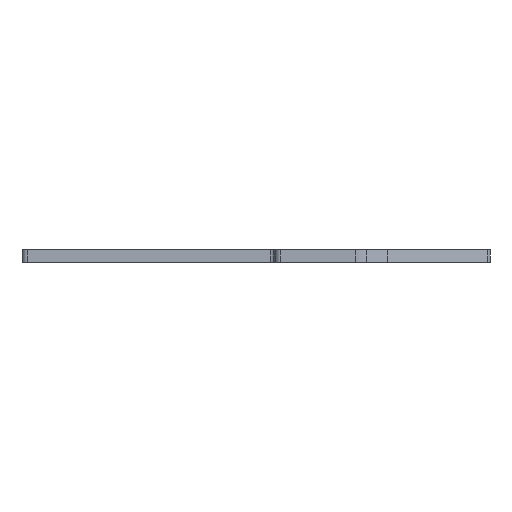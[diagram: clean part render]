
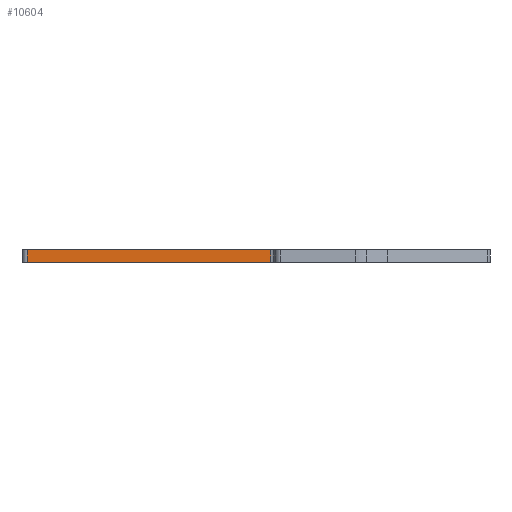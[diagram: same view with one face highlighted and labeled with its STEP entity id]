
A CAD part, left-side view. The second image highlights one B-rep face of the part: STEP entity #10604.
In plain terms, the highlighted planar face has unit normal (-1, 0, 0).
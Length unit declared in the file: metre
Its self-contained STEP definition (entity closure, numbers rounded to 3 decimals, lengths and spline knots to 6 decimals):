
#821=ORIENTED_EDGE('',*,*,#3794,.F.);
#822=ORIENTED_EDGE('',*,*,#3795,.F.);
#823=ORIENTED_EDGE('',*,*,#3796,.T.);
#824=ORIENTED_EDGE('',*,*,#3792,.T.);
#3792=EDGE_CURVE('',#5216,#5215,#6363,.T.);
#3794=EDGE_CURVE('',#5217,#5215,#6364,.T.);
#3795=EDGE_CURVE('',#5218,#5217,#6365,.T.);
#3796=EDGE_CURVE('',#5218,#5216,#6366,.T.);
#5215=VERTEX_POINT('',#15451);
#5216=VERTEX_POINT('',#15453);
#5217=VERTEX_POINT('',#15457);
#5218=VERTEX_POINT('',#15459);
#6363=LINE('',#15452,#7869);
#6364=LINE('',#15456,#7870);
#6365=LINE('',#15458,#7871);
#6366=LINE('',#15460,#7872);
#7869=VECTOR('',#12469,1.);
#7870=VECTOR('',#12474,1.);
#7871=VECTOR('',#12475,1.);
#7872=VECTOR('',#12476,1.);
#8907=EDGE_LOOP('',(#821,#822,#823,#824));
#9505=FACE_BOUND('',#8907,.T.);
#10096=PLANE('',#11154);
#10604=ADVANCED_FACE('',(#9505),#10096,.T.);
#11154=AXIS2_PLACEMENT_3D('',#15455,#12472,#12473);
#12469=DIRECTION('',(0.,0.,-1.));
#12472=DIRECTION('',(-1.,0.,0.));
#12473=DIRECTION('',(0.,0.,1.));
#12474=DIRECTION('',(0.,1.,0.));
#12475=DIRECTION('',(0.,0.,-1.));
#12476=DIRECTION('',(0.,1.,0.));
#15451=CARTESIAN_POINT('',(-0.045772,0.052802,0.012));
#15452=CARTESIAN_POINT('',(-0.045772,0.052802,0.015));
#15453=CARTESIAN_POINT('',(-0.045772,0.052802,0.015));
#15455=CARTESIAN_POINT('',(-0.045772,0.024397,0.015));
#15456=CARTESIAN_POINT('',(-0.045772,0.024397,0.012));
#15457=CARTESIAN_POINT('',(-0.045772,-0.004008,0.012));
#15458=CARTESIAN_POINT('',(-0.045772,-0.004008,0.015));
#15459=CARTESIAN_POINT('',(-0.045772,-0.004008,0.015));
#15460=CARTESIAN_POINT('',(-0.045772,0.024397,0.015));
